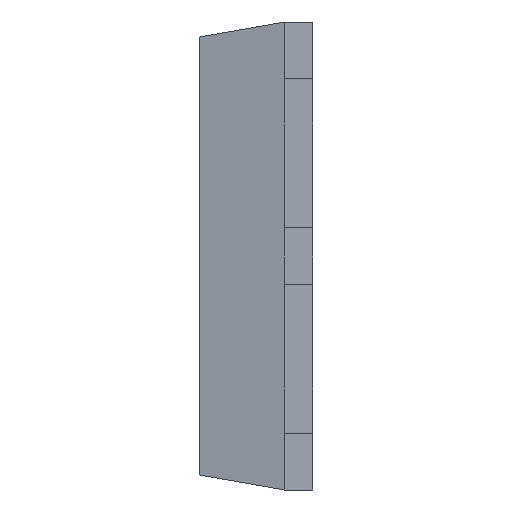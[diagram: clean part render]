
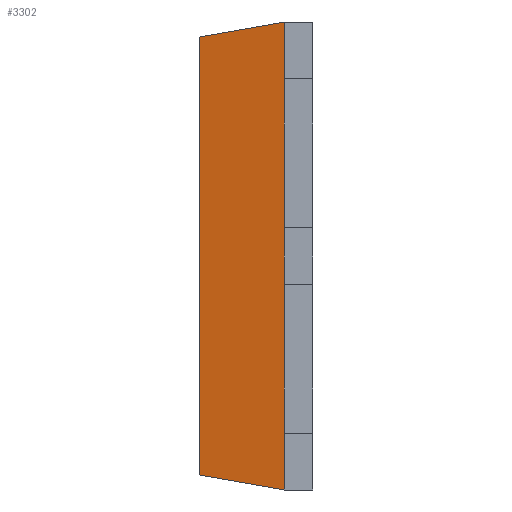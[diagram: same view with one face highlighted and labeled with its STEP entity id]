
A CAD part, left-side view. The second image highlights one B-rep face of the part: STEP entity #3302.
In plain terms, the highlighted planar face has unit normal (-0.985, 0.174, 0).
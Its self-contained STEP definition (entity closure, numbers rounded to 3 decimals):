
#1 = CARTESIAN_POINT ( 'NONE',  ( -5.24, 0.6, 9.9 ) ) ;
#70 = EDGE_CURVE ( 'NONE', #3940, #5032, #2234, .T. ) ;
#602 = DIRECTION ( 'NONE',  ( 0., 0., -1. ) ) ;
#665 = VECTOR ( 'NONE', #2322, 1000. ) ;
#745 = CARTESIAN_POINT ( 'NONE',  ( -5.24, 0.6, 9.1 ) ) ;
#876 = DIRECTION ( 'NONE',  ( 0., 0., -1. ) ) ;
#1022 = DIRECTION ( 'NONE',  ( 0., 0., -1. ) ) ;
#1068 = VECTOR ( 'NONE', #1022, 1000. ) ;
#1147 = VERTEX_POINT ( 'NONE', #1 ) ;
#1159 = ORIENTED_EDGE ( 'NONE', *, *, #3396, .F. ) ;
#1198 = DIRECTION ( 'NONE',  ( 0., 0., -1. ) ) ;
#1401 = VERTEX_POINT ( 'NONE', #4107 ) ;
#1430 = CARTESIAN_POINT ( 'NONE',  ( -4.95, 2.243, 0.29 ) ) ;
#1467 = ORIENTED_EDGE ( 'NONE', *, *, #3542, .F. ) ;
#1562 = DIRECTION ( 'NONE',  ( 0.985, -0.174, 0. ) ) ;
#2038 = VECTOR ( 'NONE', #876, 1000. ) ;
#2208 = CARTESIAN_POINT ( 'NONE',  ( -5.24, 0.6, 9.9 ) ) ;
#2227 = EDGE_CURVE ( 'NONE', #2770, #1401, #2274, .T. ) ;
#2234 = LINE ( 'NONE', #3640, #3988 ) ;
#2274 = LINE ( 'NONE', #3267, #1068 ) ;
#2322 = DIRECTION ( 'NONE',  ( 0.171, 0.97, 0.171 ) ) ;
#2329 = ORIENTED_EDGE ( 'NONE', *, *, #70, .F. ) ;
#2469 = EDGE_CURVE ( 'NONE', #5032, #1401, #2829, .T. ) ;
#2554 = CARTESIAN_POINT ( 'NONE',  ( -5.24, 0.6, 0. ) ) ;
#2662 = VECTOR ( 'NONE', #1198, 1000. ) ;
#2770 = VERTEX_POINT ( 'NONE', #3356 ) ;
#2791 = CARTESIAN_POINT ( 'NONE',  ( -5.24, 0.6, 9.1 ) ) ;
#2829 = LINE ( 'NONE', #1430, #665 ) ;
#3267 = CARTESIAN_POINT ( 'NONE',  ( -4.923, 2.4, 9.9 ) ) ;
#3282 = EDGE_LOOP ( 'NONE', ( #3566, #2329, #1467, #4455, #1159, #4575 ) ) ;
#3302 = ADVANCED_FACE ( 'NONE', ( #4428 ), #5510, .F. ) ;
#3356 = CARTESIAN_POINT ( 'NONE',  ( -4.923, 2.4, 9.583 ) ) ;
#3396 = EDGE_CURVE ( 'NONE', #2770, #1147, #4879, .T. ) ;
#3542 = EDGE_CURVE ( 'NONE', #5364, #3940, #4347, .T. ) ;
#3566 = ORIENTED_EDGE ( 'NONE', *, *, #2469, .F. ) ;
#3622 = EDGE_CURVE ( 'NONE', #1147, #5364, #5230, .T. ) ;
#3640 = CARTESIAN_POINT ( 'NONE',  ( -5.24, 0.6, 9.9 ) ) ;
#3745 = DIRECTION ( 'NONE',  ( 0.174, 0.985, 0. ) ) ;
#3940 = VERTEX_POINT ( 'NONE', #4112 ) ;
#3988 = VECTOR ( 'NONE', #602, 1000. ) ;
#4107 = CARTESIAN_POINT ( 'NONE',  ( -4.923, 2.4, 0.317 ) ) ;
#4112 = CARTESIAN_POINT ( 'NONE',  ( -5.24, 0.6, 0.8 ) ) ;
#4255 = CARTESIAN_POINT ( 'NONE',  ( -5.24, 0.6, 9.9 ) ) ;
#4347 = LINE ( 'NONE', #745, #2662 ) ;
#4428 = FACE_OUTER_BOUND ( 'NONE', #3282, .T. ) ;
#4455 = ORIENTED_EDGE ( 'NONE', *, *, #3622, .F. ) ;
#4575 = ORIENTED_EDGE ( 'NONE', *, *, #2227, .T. ) ;
#4617 = VECTOR ( 'NONE', #4784, 1000. ) ;
#4784 = DIRECTION ( 'NONE',  ( -0.171, -0.97, 0.171 ) ) ;
#4879 = LINE ( 'NONE', #5221, #4617 ) ;
#5032 = VERTEX_POINT ( 'NONE', #2554 ) ;
#5221 = CARTESIAN_POINT ( 'NONE',  ( -5.24, 0.6, 9.9 ) ) ;
#5230 = LINE ( 'NONE', #2208, #2038 ) ;
#5357 = AXIS2_PLACEMENT_3D ( 'NONE', #4255, #1562, #3745 ) ;
#5364 = VERTEX_POINT ( 'NONE', #2791 ) ;
#5510 = PLANE ( 'NONE',  #5357 ) ;
